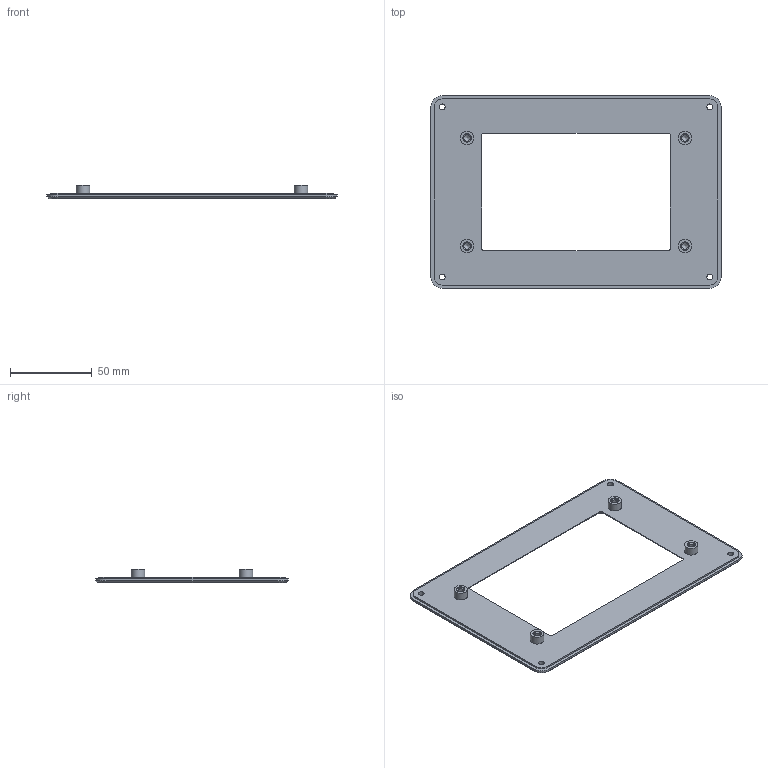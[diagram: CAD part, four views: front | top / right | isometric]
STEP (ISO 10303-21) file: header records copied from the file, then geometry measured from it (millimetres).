
FILE_DESCRIPTION(/* description */ (''),/* implementation_level */ '2;1');
FILE_NAME(/* name */ 'Display - BTT HDMI5 - Panel.step',/* time_stamp */ '2023-07-30T20:25:22+02:00',/* author */ (''),/* organization */ (''),/* preprocessor_version */ 'ST-DEVELOPER v19.2',/* originating_system */ 'Autodesk Translation Framework v12.6.0.85',/* authorisation */ '');
FILE_SCHEMA (('AUTOMOTIVE_DESIGN { 1 0 10303 214 3 1 1 }'));
Length unit declared in the file: millimetre
Products named in the file (2): Display - BTT HDMI 5; Panel
Assembly tree (1 placements, depth 2):
  Display - BTT HDMI 5
    Panel
Bounding box: 177.1 x 117.62 x 8.4 mm (x, y, z)
Volume: 39802.5 mm3; surface area: 28171.5 mm2
Topology: 1 solids, 1 shells, 163 faces, 444 edges, 288 vertices
Faces by surface type: plane 59, cylinder 56, cone 48
Full cylindrical faces by diameter (mm): 3.6 x4, 5.2 x4, 8.189 x4
Entity records: 5133 total; most frequent: CARTESIAN_POINT 1086, ORIENTED_EDGE 880, DIRECTION 832, EDGE_CURVE 440, AXIS2_PLACEMENT_3D 322, VERTEX_POINT 288, LINE 188, VECTOR 188
